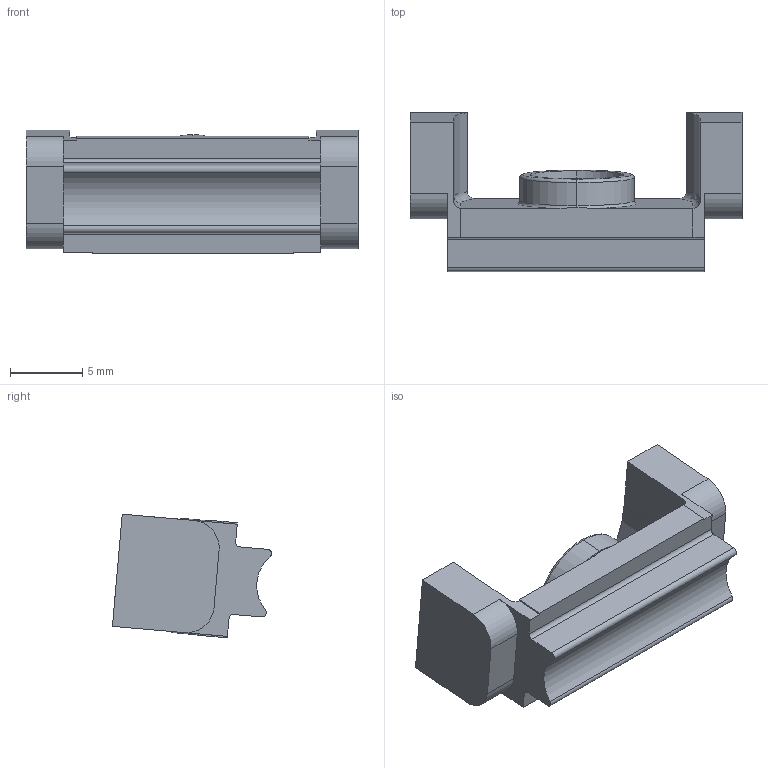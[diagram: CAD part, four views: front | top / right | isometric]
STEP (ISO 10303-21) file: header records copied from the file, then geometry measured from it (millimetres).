
FILE_DESCRIPTION (( 'STEP AP214' ), '1' );
FILE_NAME ('Pin Clutch Slider.STEP', '2025-11-07T06:17:29', ( '' ), ( '' ), 'SwSTEP 2.0', 'SolidWorks 2024', '' );
FILE_SCHEMA (( 'AUTOMOTIVE_DESIGN' ));
Length unit declared in the file: millimetre
Products named in the file (1): Pin Clutch Slider
Bounding box: 23 x 11.03 x 8.57 mm (x, y, z)
Volume: 827.8 mm3; surface area: 921.1 mm2
Topology: 1 solids, 1 shells, 55 faces, 146 edges, 94 vertices
Faces by surface type: plane 28, cylinder 19, torus 8
Entity records: 1755 total; most frequent: CARTESIAN_POINT 328, DIRECTION 304, ORIENTED_EDGE 292, EDGE_CURVE 146, AXIS2_PLACEMENT_3D 108, VERTEX_POINT 94, LINE 88, VECTOR 88
